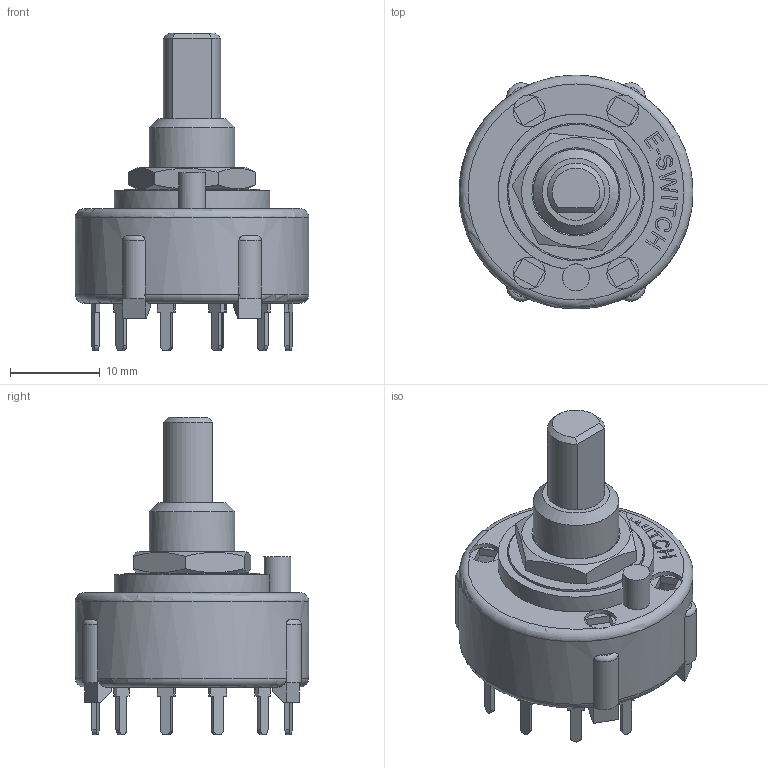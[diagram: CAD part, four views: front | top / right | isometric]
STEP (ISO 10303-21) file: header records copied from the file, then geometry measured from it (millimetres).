
FILE_DESCRIPTION(/* description */ (''),/* implementation_level */ '2;1');
FILE_NAME(/* name */ 'KC24A9.501xPx.stp',/* time_stamp */ '2026-01-20T15:02:17-06:00',/* author */ ('jmeyers'),/* organization */ (''),/* preprocessor_version */ 'ST-DEVELOPER v18.1',/* originating_system */ 'Autodesk Inventor 2022',/* authorisation */ '');
FILE_SCHEMA (('AUTOMOTIVE_DESIGN { 1 0 10303 214 3 1 1 }'));
Length unit declared in the file: inch
Products named in the file (1): Part87
Bounding box: 26 x 26 x 35.3 mm (x, y, z)
Volume: 3241.4 mm3; surface area: 4838.6 mm2
Topology: 3 solids, 3 shells, 677 faces, 1819 edges, 1170 vertices
Faces by surface type: plane 461, bspline 164, cylinder 33, torus 13, cone 6
Full cylindrical faces by diameter (mm): 3 x1, 3.55 x4, 9.5 x2, 10.312 x1, 15 x1, 15.3 x1, 24 x1, 26 x1
Entity records: 22106 total; most frequent: CARTESIAN_POINT 6139, ORIENTED_EDGE 3638, DIRECTION 2599, EDGE_CURVE 1819, LINE 1335, VECTOR 1335, VERTEX_POINT 1170, EDGE_LOOP 781
